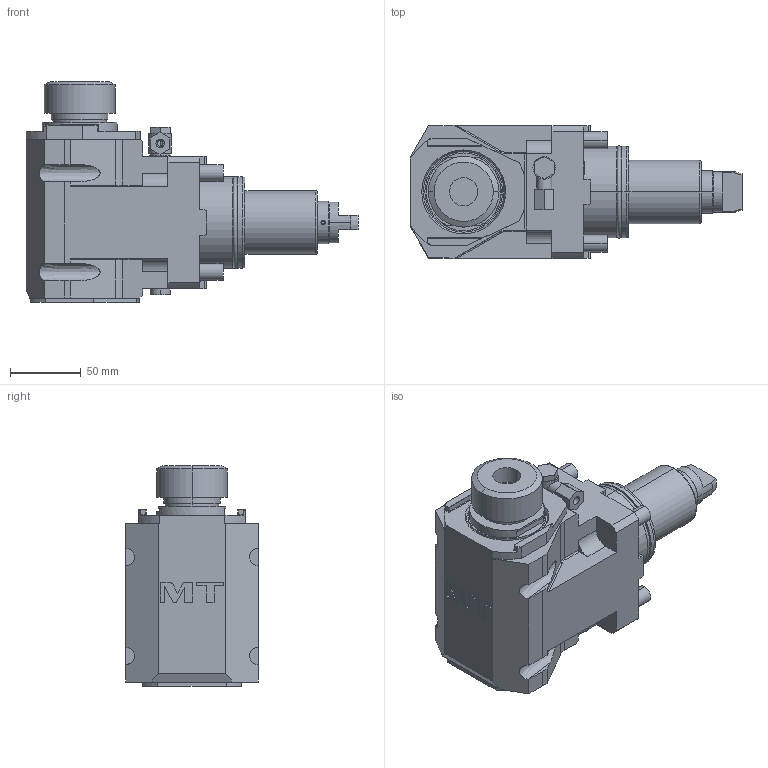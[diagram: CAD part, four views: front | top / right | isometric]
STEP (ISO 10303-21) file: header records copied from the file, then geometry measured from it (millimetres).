
FILE_DESCRIPTION((''),'2;1');
FILE_NAME('DWO2480132_CONF','2023-05-04T10:44:55',('gvalli'),('M.T. srl'),'CREO PARAMETRIC BY PTC INC, 2021072','CREO PARAMETRIC BY PTC INC, 2021072','');
FILE_SCHEMA(('CONFIG_CONTROL_DESIGN'));
Length unit declared in the file: millimetre
Products named in the file (1): DWO2480132_CONF
Bounding box: 235 x 94 x 156.16 mm (x, y, z)
Volume: 1393172.5 mm3; surface area: 107621.1 mm2
Topology: 1 solids, 1 shells, 354 faces, 887 edges, 570 vertices
Faces by surface type: plane 202, cylinder 110, cone 20, torus 16, bspline 4, extrusion 2
Entity records: 11809 total; most frequent: CARTESIAN_POINT 3187, DIRECTION 1789, ORIENTED_EDGE 1774, EDGE_CURVE 887, AXIS2_PLACEMENT_3D 608, VECTOR 573, LINE 571, VERTEX_POINT 570
